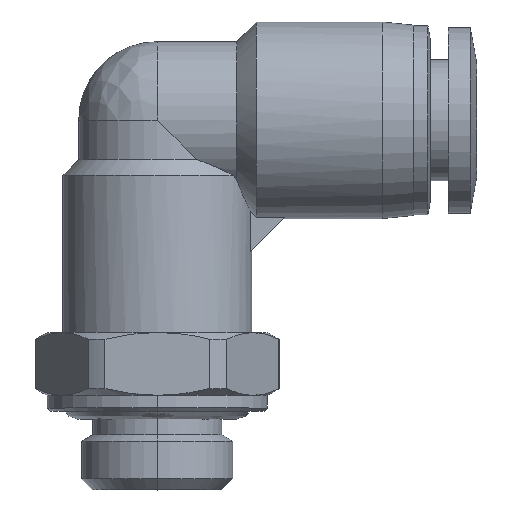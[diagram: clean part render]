
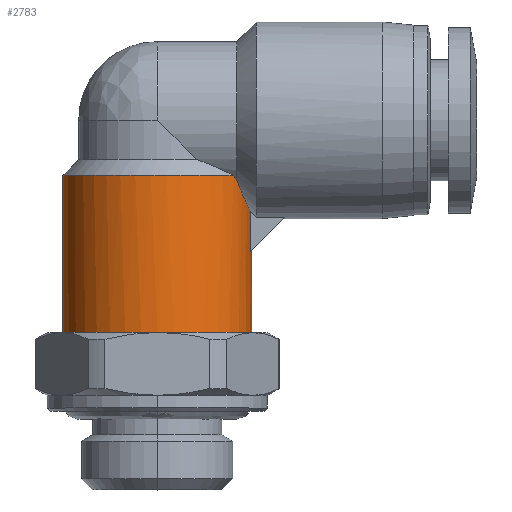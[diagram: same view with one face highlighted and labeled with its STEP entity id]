
A CAD part, top view. The second image highlights one B-rep face of the part: STEP entity #2783.
In plain terms, the highlighted cylindrical face has radius 6 mm (diameter 12 mm), a partial arc.
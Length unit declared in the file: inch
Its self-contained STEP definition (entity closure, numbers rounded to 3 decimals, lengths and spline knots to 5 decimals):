
#18 = VERTEX_POINT ( 'NONE', #1895 ) ;
#25 = DIRECTION ( 'NONE',  ( 0., 1., 0. ) ) ;
#36 = CIRCLE ( 'NONE', #204, 0.23622 ) ;
#42 = EDGE_CURVE ( 'NONE', #1280, #325, #163, .T. ) ;
#46 = CARTESIAN_POINT ( 'NONE',  ( 0.18984, 0.3937, 0.14058 ) ) ;
#48 = CARTESIAN_POINT ( 'NONE',  ( 0.23292, 0.30393, 0.03937 ) ) ;
#163 = B_SPLINE_CURVE_WITH_KNOTS ( 'NONE', 3,
 ( #1727, #1977, #1768, #1710 ),
 .UNSPECIFIED., .F., .F.,
 ( 4, 4 ),
 ( 0., 0.00051 ),
 .UNSPECIFIED. ) ;
#204 = AXIS2_PLACEMENT_3D ( 'NONE', #787, #743, #755 ) ;
#241 = LINE ( 'NONE', #902, #1532 ) ;
#245 = DIRECTION ( 'NONE',  ( -1., 0., 0. ) ) ;
#325 = VERTEX_POINT ( 'NONE', #1486 ) ;
#347 = EDGE_CURVE ( 'NONE', #1280, #1088, #2292, .T. ) ;
#369 = ORIENTED_EDGE ( 'NONE', *, *, #2600, .T. ) ;
#461 = VECTOR ( 'NONE', #1556, 39.37008 ) ;
#494 = CARTESIAN_POINT ( 'NONE',  ( 0.22908, 0.3118, 0.05835 ) ) ;
#529 = CARTESIAN_POINT ( 'NONE',  ( 0.23622, 0.19685, 0. ) ) ;
#542 = LINE ( 'NONE', #2784, #461 ) ;
#556 = CARTESIAN_POINT ( 'NONE',  ( 0.23622, 0., 0. ) ) ;
#624 = DIRECTION ( 'NONE',  ( -1., 0., 0. ) ) ;
#634 = CARTESIAN_POINT ( 'NONE',  ( 0.23512, 0.20559, 0.02635 ) ) ;
#736 = CARTESIAN_POINT ( 'NONE',  ( 0.22111, 0.32866, 0.08349 ) ) ;
#743 = DIRECTION ( 'NONE',  ( 0., 1., 0. ) ) ;
#755 = DIRECTION ( 'NONE',  ( -1., 0., 0. ) ) ;
#771 = VERTEX_POINT ( 'NONE', #1205 ) ;
#787 = CARTESIAN_POINT ( 'NONE',  ( 0., 0., 0. ) ) ;
#806 = DIRECTION ( 'NONE',  ( 0., -1., 0. ) ) ;
#821 = CARTESIAN_POINT ( 'NONE',  ( 0., 0.3937, 0. ) ) ;
#893 = AXIS2_PLACEMENT_3D ( 'NONE', #1818, #25, #245 ) ;
#902 = CARTESIAN_POINT ( 'NONE',  ( -0.23622, 0.19685, 0. ) ) ;
#966 = CARTESIAN_POINT ( 'NONE',  ( 0.20532, 0.36442, 0.11743 ) ) ;
#991 = EDGE_LOOP ( 'NONE', ( #2341, #2347, #369, #1057, #2647, #1094, #2139, #2134 ) ) ;
#1049 = CARTESIAN_POINT ( 'NONE',  ( -0.23622, 0.3937, 0. ) ) ;
#1057 = ORIENTED_EDGE ( 'NONE', *, *, #2622, .T. ) ;
#1071 = LINE ( 'NONE', #529, #1255 ) ;
#1088 = VERTEX_POINT ( 'NONE', #1049 ) ;
#1094 = ORIENTED_EDGE ( 'NONE', *, *, #42, .F. ) ;
#1126 = EDGE_CURVE ( 'NONE', #18, #1881, #36, .T. ) ;
#1205 = CARTESIAN_POINT ( 'NONE',  ( 0.23622, 0.20669, 0. ) ) ;
#1244 = B_SPLINE_CURVE_WITH_KNOTS ( 'NONE', 3,
 ( #48, #1399, #494, #2057, #736, #2246, #966, #2446 ),
 .UNSPECIFIED., .F., .F.,
 ( 4, 2, 2, 4 ),
 ( 0., 0.00079, 0.00158, 0.00316 ),
 .UNSPECIFIED. ) ;
#1255 = VECTOR ( 'NONE', #2494, 39.37008 ) ;
#1280 = VERTEX_POINT ( 'NONE', #46 ) ;
#1318 = CARTESIAN_POINT ( 'NONE',  ( 0.23622, 0.20669, 0.0132 ) ) ;
#1399 = CARTESIAN_POINT ( 'NONE',  ( 0.23125, 0.30733, 0.04923 ) ) ;
#1441 = EDGE_CURVE ( 'NONE', #18, #1088, #241, .T. ) ;
#1486 = CARTESIAN_POINT ( 'NONE',  ( 0.19882, 0.38157, 0.12756 ) ) ;
#1532 = VECTOR ( 'NONE', #2199, 39.37008 ) ;
#1556 = DIRECTION ( 'NONE',  ( 0., 1., 0. ) ) ;
#1567 = EDGE_CURVE ( 'NONE', #1585, #325, #1244, .T. ) ;
#1585 = VERTEX_POINT ( 'NONE', #1849 ) ;
#1710 = CARTESIAN_POINT ( 'NONE',  ( 0.19882, 0.38157, 0.12756 ) ) ;
#1725 = FACE_OUTER_BOUND ( 'NONE', #991, .T. ) ;
#1727 = CARTESIAN_POINT ( 'NONE',  ( 0.18984, 0.3937, 0.14058 ) ) ;
#1767 = CYLINDRICAL_SURFACE ( 'NONE', #893, 0.23622 ) ;
#1768 = CARTESIAN_POINT ( 'NONE',  ( 0.1959, 0.38544, 0.13211 ) ) ;
#1817 = VERTEX_POINT ( 'NONE', #2673 ) ;
#1818 = CARTESIAN_POINT ( 'NONE',  ( 0., 0.19685, 0. ) ) ;
#1849 = CARTESIAN_POINT ( 'NONE',  ( 0.23292, 0.30393, 0.03937 ) ) ;
#1870 = EDGE_CURVE ( 'NONE', #1881, #771, #1071, .T. ) ;
#1881 = VERTEX_POINT ( 'NONE', #556 ) ;
#1895 = CARTESIAN_POINT ( 'NONE',  ( -0.23622, 0., 0. ) ) ;
#1953 = CARTESIAN_POINT ( 'NONE',  ( 0.23622, 0.20669, 0. ) ) ;
#1977 = CARTESIAN_POINT ( 'NONE',  ( 0.1929, 0.38948, 0.13645 ) ) ;
#1979 = AXIS2_PLACEMENT_3D ( 'NONE', #821, #806, #624 ) ;
#2057 = CARTESIAN_POINT ( 'NONE',  ( 0.22403, 0.32242, 0.07545 ) ) ;
#2134 = ORIENTED_EDGE ( 'NONE', *, *, #1441, .F. ) ;
#2139 = ORIENTED_EDGE ( 'NONE', *, *, #347, .T. ) ;
#2168 = CARTESIAN_POINT ( 'NONE',  ( 0.23292, 0.20339, 0.03937 ) ) ;
#2199 = DIRECTION ( 'NONE',  ( 0., 1., 0. ) ) ;
#2246 = CARTESIAN_POINT ( 'NONE',  ( 0.21197, 0.34891, 0.10545 ) ) ;
#2292 = CIRCLE ( 'NONE', #1979, 0.23622 ) ;
#2341 = ORIENTED_EDGE ( 'NONE', *, *, #1126, .T. ) ;
#2347 = ORIENTED_EDGE ( 'NONE', *, *, #1870, .T. ) ;
#2446 = CARTESIAN_POINT ( 'NONE',  ( 0.19882, 0.38157, 0.12756 ) ) ;
#2494 = DIRECTION ( 'NONE',  ( 0., 1., 0. ) ) ;
#2600 = EDGE_CURVE ( 'NONE', #771, #1817, #2607, .T. ) ;
#2607 =( BOUNDED_CURVE ( )  B_SPLINE_CURVE ( 3, ( #1953, #1318, #634, #2168 ),
 .UNSPECIFIED., .F., .F. ) 
 B_SPLINE_CURVE_WITH_KNOTS ( ( 4, 4 ),
 ( 0., 0.16745 ),
 .UNSPECIFIED. ) 
 CURVE ( )  GEOMETRIC_REPRESENTATION_ITEM ( )  RATIONAL_B_SPLINE_CURVE ( ( 1., 0.998, 0.998, 1. ) ) 
 REPRESENTATION_ITEM ( '' )  );
#2622 = EDGE_CURVE ( 'NONE', #1817, #1585, #542, .T. ) ;
#2647 = ORIENTED_EDGE ( 'NONE', *, *, #1567, .T. ) ;
#2673 = CARTESIAN_POINT ( 'NONE',  ( 0.23292, 0.20339, 0.03937 ) ) ;
#2783 = ADVANCED_FACE ( 'NONE', ( #1725 ), #1767, .T. ) ;
#2784 = CARTESIAN_POINT ( 'NONE',  ( 0.23292, 0.19685, 0.03937 ) ) ;
